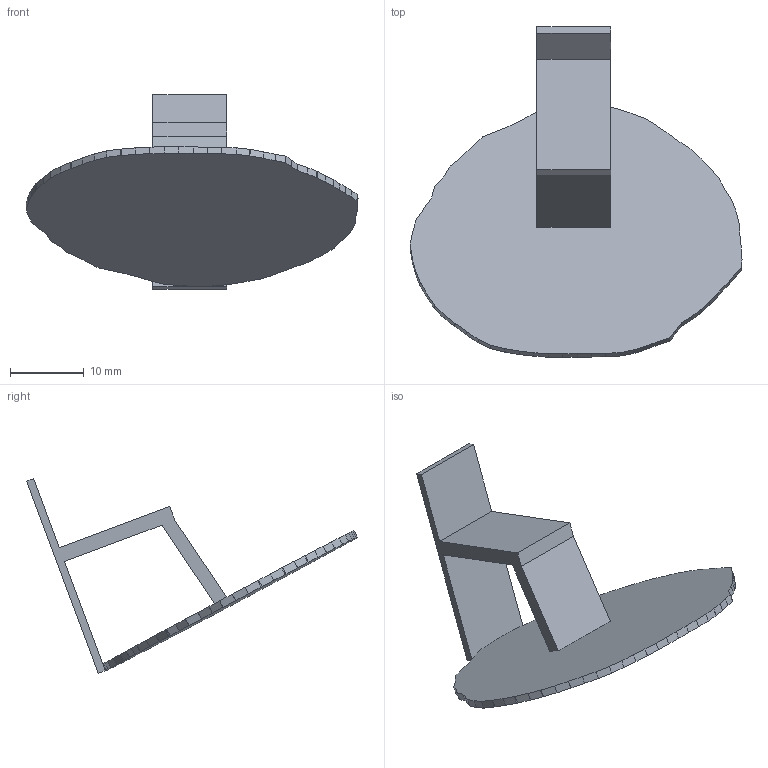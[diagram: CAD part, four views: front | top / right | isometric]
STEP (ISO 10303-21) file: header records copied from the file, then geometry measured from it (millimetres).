
FILE_DESCRIPTION(/* description */ (''),/* implementation_level */ '2;1');
FILE_NAME(/* name */ 'AbdFlex_L5 mount.step',/* time_stamp */ '2024-06-23T23:30:18-04:00',/* author */ (''),/* organization */ (''),/* preprocessor_version */ 'ST-DEVELOPER v20',/* originating_system */ 'Autodesk Translation Framework v13.14.0.145',/* authorisation */ '');
FILE_SCHEMA (('AUTOMOTIVE_DESIGN { 1 0 10303 214 3 1 1 }'));
Length unit declared in the file: millimetre
Products named in the file (1): AbdFlex_L5 mount
Bounding box: 45.06 x 44.88 x 26.43 mm (x, y, z)
Volume: 2150.5 mm3; surface area: 4053.4 mm2
Topology: 1 solids, 1 shells, 136 faces, 399 edges, 266 vertices
Faces by surface type: plane 136
Entity records: 4456 total; most frequent: CARTESIAN_POINT 802, ORIENTED_EDGE 798, DIRECTION 673, LINE 399, VECTOR 399, EDGE_CURVE 399, VERTEX_POINT 266, EDGE_LOOP 137
